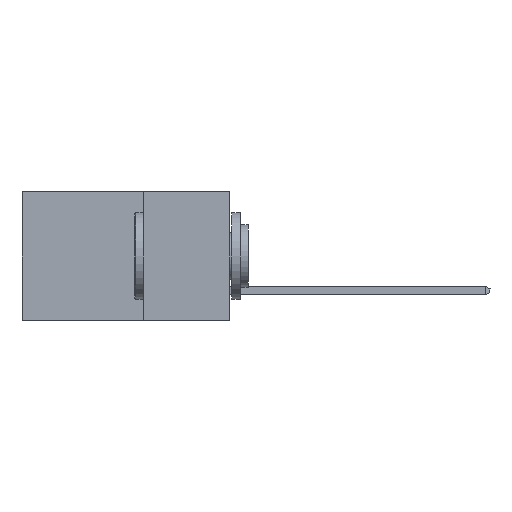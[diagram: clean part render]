
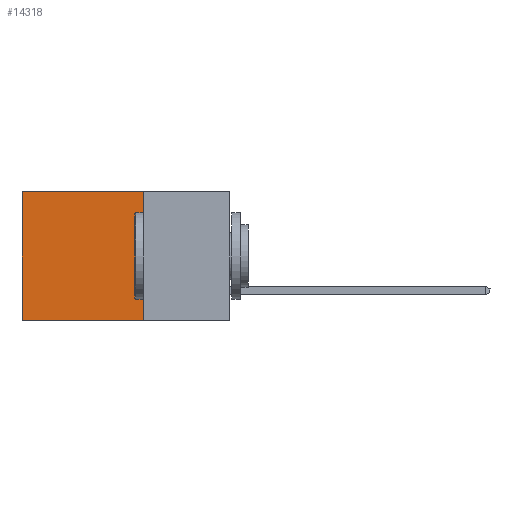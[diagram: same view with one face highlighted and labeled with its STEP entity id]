
A CAD part, left-side view. The second image highlights one B-rep face of the part: STEP entity #14318.
In plain terms, the highlighted planar face has unit normal (-1, 0, 0).
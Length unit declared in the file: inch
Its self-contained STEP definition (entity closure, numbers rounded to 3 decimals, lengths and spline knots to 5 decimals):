
#583 = VERTEX_POINT ( 'NONE', #12102 ) ;
#2388 = ORIENTED_EDGE ( 'NONE', *, *, #6819, .T. ) ;
#3093 = FACE_OUTER_BOUND ( 'NONE', #3886, .T. ) ;
#3886 = EDGE_LOOP ( 'NONE', ( #7069, #10299, #7164, #2388 ) ) ;
#4118 = CARTESIAN_POINT ( 'NONE',  ( 0.2615, 0.25, -0.37 ) ) ;
#4947 = DIRECTION ( 'NONE',  ( 0., 0., -1. ) ) ;
#5321 = CARTESIAN_POINT ( 'NONE',  ( 0.2615, 0.25, -0.37 ) ) ;
#5339 = CARTESIAN_POINT ( 'NONE',  ( 0.2615, 0.25, 0. ) ) ;
#6819 = EDGE_CURVE ( 'NONE', #583, #8036, #10252, .T. ) ;
#6848 = EDGE_CURVE ( 'NONE', #10629, #14269, #8893, .T. ) ;
#7069 = ORIENTED_EDGE ( 'NONE', *, *, #16309, .T. ) ;
#7164 = ORIENTED_EDGE ( 'NONE', *, *, #9655, .F. ) ;
#8036 = VERTEX_POINT ( 'NONE', #14925 ) ;
#8845 = AXIS2_PLACEMENT_3D ( 'NONE', #4118, #14624, #9551 ) ;
#8893 = LINE ( 'NONE', #15647, #14958 ) ;
#9057 = VECTOR ( 'NONE', #9373, 39.37008 ) ;
#9373 = DIRECTION ( 'NONE',  ( 0., 0., -1. ) ) ;
#9551 = DIRECTION ( 'NONE',  ( 0., 0., -1. ) ) ;
#9655 = EDGE_CURVE ( 'NONE', #583, #10629, #11930, .T. ) ;
#10252 = LINE ( 'NONE', #5339, #11741 ) ;
#10299 = ORIENTED_EDGE ( 'NONE', *, *, #6848, .F. ) ;
#10629 = VERTEX_POINT ( 'NONE', #15052 ) ;
#11741 = VECTOR ( 'NONE', #12791, 39.37008 ) ;
#11930 = LINE ( 'NONE', #5321, #9057 ) ;
#12018 = PLANE ( 'NONE',  #8845 ) ;
#12102 = CARTESIAN_POINT ( 'NONE',  ( 0.2615, 0.25, 0. ) ) ;
#12791 = DIRECTION ( 'NONE',  ( 0., 1., 0. ) ) ;
#12863 = CARTESIAN_POINT ( 'NONE',  ( 0.2615, 0.6, -0.37 ) ) ;
#14053 = DIRECTION ( 'NONE',  ( 0., 1., 0. ) ) ;
#14175 = LINE ( 'NONE', #15737, #15894 ) ;
#14269 = VERTEX_POINT ( 'NONE', #12863 ) ;
#14318 = ADVANCED_FACE ( 'NONE', ( #3093 ), #12018, .F. ) ;
#14624 = DIRECTION ( 'NONE',  ( 1., 0., 0. ) ) ;
#14925 = CARTESIAN_POINT ( 'NONE',  ( 0.2615, 0.6, 0. ) ) ;
#14958 = VECTOR ( 'NONE', #14053, 39.37008 ) ;
#15052 = CARTESIAN_POINT ( 'NONE',  ( 0.2615, 0.25, -0.37 ) ) ;
#15647 = CARTESIAN_POINT ( 'NONE',  ( 0.2615, 0.25, -0.37 ) ) ;
#15737 = CARTESIAN_POINT ( 'NONE',  ( 0.2615, 0.6, -0.37 ) ) ;
#15894 = VECTOR ( 'NONE', #4947, 39.37008 ) ;
#16309 = EDGE_CURVE ( 'NONE', #8036, #14269, #14175, .T. ) ;
